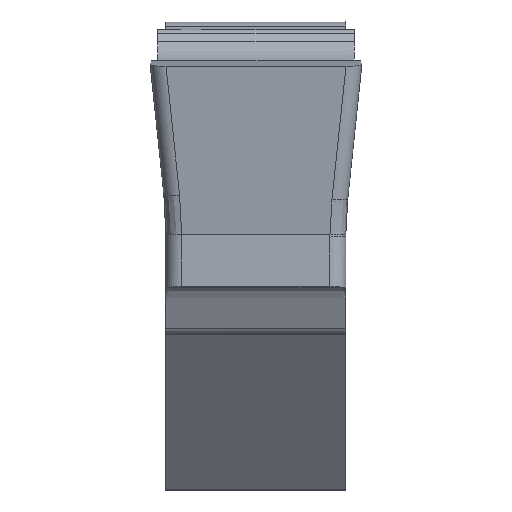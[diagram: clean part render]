
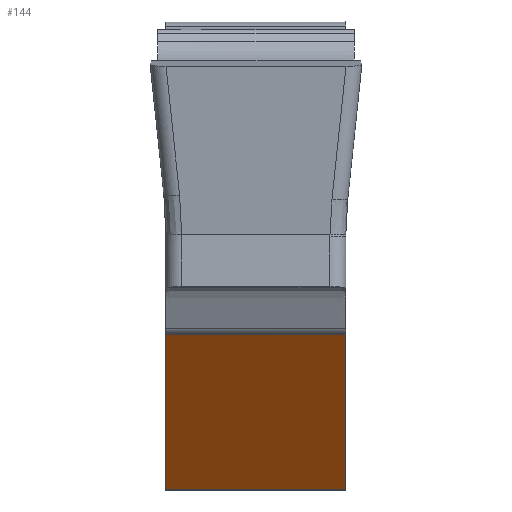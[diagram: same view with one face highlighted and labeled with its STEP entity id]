
A CAD part, front view. The second image highlights one B-rep face of the part: STEP entity #144.
In plain terms, the highlighted planar face has unit normal (0, -0.342, -0.94).
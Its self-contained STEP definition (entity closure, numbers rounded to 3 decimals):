
#144=ADVANCED_FACE('',(#220),#168,.T.);
#168=PLANE('',#1145);
#220=FACE_OUTER_BOUND('',#276,.T.);
#276=EDGE_LOOP('',(#609,#610,#611,#612));
#609=ORIENTED_EDGE('',*,*,#886,.F.);
#610=ORIENTED_EDGE('',*,*,#800,.T.);
#611=ORIENTED_EDGE('',*,*,#885,.T.);
#612=ORIENTED_EDGE('',*,*,#832,.T.);
#696=VERTEX_POINT('',#1709);
#697=VERTEX_POINT('',#1711);
#726=VERTEX_POINT('',#1883);
#727=VERTEX_POINT('',#1885);
#800=EDGE_CURVE('',#697,#696,#921,.T.);
#832=EDGE_CURVE('',#727,#726,#930,.T.);
#885=EDGE_CURVE('',#696,#727,#954,.T.);
#886=EDGE_CURVE('',#697,#726,#955,.T.);
#921=LINE('',#1710,#990);
#930=LINE('',#1884,#999);
#954=LINE('',#2268,#1031);
#955=LINE('',#2270,#1032);
#990=VECTOR('',#1235,1.);
#999=VECTOR('',#1268,1.);
#1031=VECTOR('',#1366,1.);
#1032=VECTOR('',#1369,1.);
#1145=AXIS2_PLACEMENT_3D('',#2271,#1370,#1371);
#1235=DIRECTION('',(0.,0.94,-0.342));
#1268=DIRECTION('',(0.,-0.94,0.342));
#1366=DIRECTION('',(1.,0.,0.));
#1369=DIRECTION('',(1.,0.,0.));
#1370=DIRECTION('',(0.,-0.342,-0.94));
#1371=DIRECTION('',(0.,0.94,-0.342));
#1709=CARTESIAN_POINT('',(-1.7,3.148,-7.982));
#1710=CARTESIAN_POINT('',(-1.7,-2.197,-6.036));
#1711=CARTESIAN_POINT('',(-1.7,-4.856,-5.069));
#1883=CARTESIAN_POINT('',(1.7,-4.856,-5.069));
#1884=CARTESIAN_POINT('',(1.7,-2.197,-6.036));
#1885=CARTESIAN_POINT('',(1.7,3.148,-7.982));
#2268=CARTESIAN_POINT('',(-6.35,3.148,-7.982));
#2270=CARTESIAN_POINT('',(-6.35,-4.856,-5.069));
#2271=CARTESIAN_POINT('',(-6.35,-4.856,-5.069));
